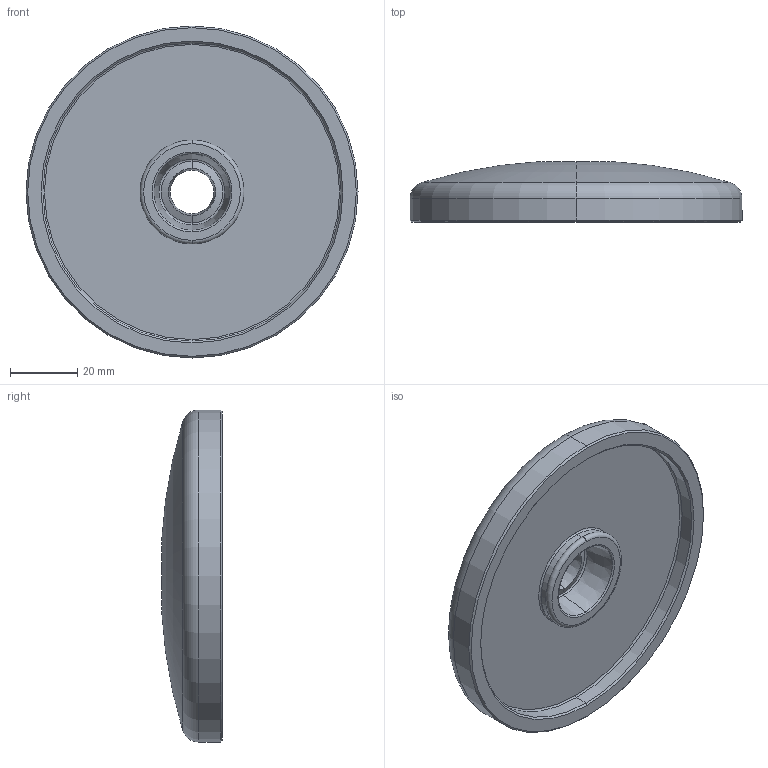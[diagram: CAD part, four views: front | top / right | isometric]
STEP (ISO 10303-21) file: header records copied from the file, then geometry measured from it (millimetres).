
FILE_DESCRIPTION (( 'STEP AP214' ), '1' );
FILE_NAME ('098a100e.STEP', '2014-08-12T08:55:58', ( '' ), ( '' ), 'SwSTEP 2.0', 'SolidWorks 2014', '' );
FILE_SCHEMA (( 'AUTOMOTIVE_DESIGN' ));
Length unit declared in the file: millimetre
Products named in the file (1): 098a100e
Bounding box: 99 x 18 x 99 mm (x, y, z)
Volume: 78916.5 mm3; surface area: 20723.4 mm2
Topology: 1 solids, 1 shells, 35 faces, 74 edges, 42 vertices
Faces by surface type: torus 14, cone 10, cylinder 6, plane 3, sphere 2
Entity records: 988 total; most frequent: DIRECTION 204, CARTESIAN_POINT 152, ORIENTED_EDGE 148, AXIS2_PLACEMENT_3D 94, EDGE_CURVE 74, CIRCLE 58, VERTEX_POINT 42, EDGE_LOOP 38
